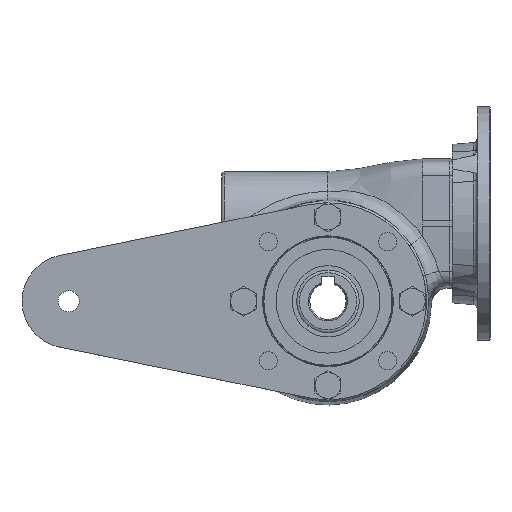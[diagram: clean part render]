
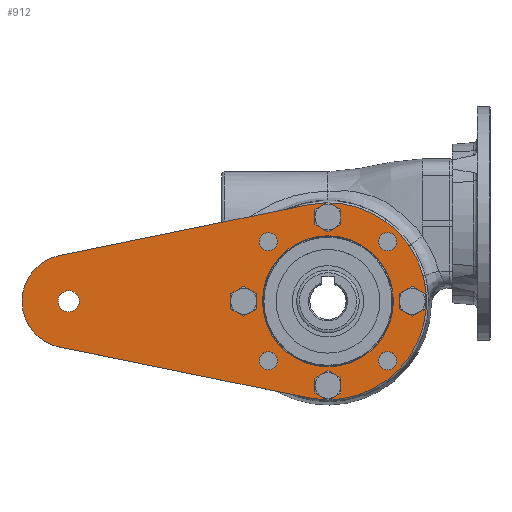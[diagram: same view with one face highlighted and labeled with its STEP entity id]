
A CAD part, top view. The second image highlights one B-rep face of the part: STEP entity #912.
In plain terms, the highlighted planar face has unit normal (0, 0, 1).
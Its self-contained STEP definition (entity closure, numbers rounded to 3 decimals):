
#912 = ADVANCED_FACE( '', ( #2092, #2093, #2094, #2095, #2096, #2097, #2098, #2099, #2100, #2101, #2102 ), #2103, .F. );
#2092 = FACE_OUTER_BOUND( '', #5910, .T. );
#2093 = FACE_BOUND( '', #5911, .T. );
#2094 = FACE_BOUND( '', #5912, .T. );
#2095 = FACE_BOUND( '', #5913, .T. );
#2096 = FACE_BOUND( '', #5914, .T. );
#2097 = FACE_BOUND( '', #5915, .T. );
#2098 = FACE_BOUND( '', #5916, .T. );
#2099 = FACE_BOUND( '', #5917, .T. );
#2100 = FACE_BOUND( '', #5918, .T. );
#2101 = FACE_BOUND( '', #5919, .T. );
#2102 = FACE_BOUND( '', #5920, .T. );
#2103 = PLANE( '', #5921 );
#5910 = EDGE_LOOP( '', ( #9533, #9534, #9535, #9536 ) );
#5911 = EDGE_LOOP( '', ( #9537 ) );
#5912 = EDGE_LOOP( '', ( #9538 ) );
#5913 = EDGE_LOOP( '', ( #9539 ) );
#5914 = EDGE_LOOP( '', ( #9540 ) );
#5915 = EDGE_LOOP( '', ( #9541 ) );
#5916 = EDGE_LOOP( '', ( #9542 ) );
#5917 = EDGE_LOOP( '', ( #9543 ) );
#5918 = EDGE_LOOP( '', ( #9544 ) );
#5919 = EDGE_LOOP( '', ( #9545 ) );
#5920 = EDGE_LOOP( '', ( #9546 ) );
#5921 = AXIS2_PLACEMENT_3D( '', #9547, #9548, #9549 );
#9533 = ORIENTED_EDGE( '', *, *, #11646, .F. );
#9534 = ORIENTED_EDGE( '', *, *, #11647, .F. );
#9535 = ORIENTED_EDGE( '', *, *, #11648, .F. );
#9536 = ORIENTED_EDGE( '', *, *, #11649, .F. );
#9537 = ORIENTED_EDGE( '', *, *, #11472, .T. );
#9538 = ORIENTED_EDGE( '', *, *, #11177, .T. );
#9539 = ORIENTED_EDGE( '', *, *, #11650, .T. );
#9540 = ORIENTED_EDGE( '', *, *, #11335, .T. );
#9541 = ORIENTED_EDGE( '', *, *, #11651, .F. );
#9542 = ORIENTED_EDGE( '', *, *, #11297, .F. );
#9543 = ORIENTED_EDGE( '', *, *, #11639, .F. );
#9544 = ORIENTED_EDGE( '', *, *, #11049, .F. );
#9545 = ORIENTED_EDGE( '', *, *, #10892, .T. );
#9546 = ORIENTED_EDGE( '', *, *, #11497, .T. );
#9547 = CARTESIAN_POINT( '', ( 0., 0., 34. ) );
#9548 = DIRECTION( '', ( 0., 0., -1. ) );
#9549 = DIRECTION( '', ( -1., 0., 0. ) );
#10892 = EDGE_CURVE( '', #12166, #12166, #12167, .T. );
#11049 = EDGE_CURVE( '', #12428, #12428, #12429, .F. );
#11177 = EDGE_CURVE( '', #12639, #12639, #12640, .T. );
#11297 = EDGE_CURVE( '', #12822, #12822, #12823, .F. );
#11335 = EDGE_CURVE( '', #12878, #12878, #12879, .T. );
#11472 = EDGE_CURVE( '', #13073, #13073, #13074, .T. );
#11497 = EDGE_CURVE( '', #13109, #13109, #13110, .T. );
#11639 = EDGE_CURVE( '', #13289, #13289, #13290, .F. );
#11646 = EDGE_CURVE( '', #13299, #13300, #13301, .T. );
#11647 = EDGE_CURVE( '', #13302, #13299, #13303, .F. );
#11648 = EDGE_CURVE( '', #13304, #13302, #13305, .T. );
#11649 = EDGE_CURVE( '', #13300, #13304, #13306, .F. );
#11650 = EDGE_CURVE( '', #13307, #13307, #13308, .T. );
#11651 = EDGE_CURVE( '', #13309, #13309, #13310, .F. );
#12166 = VERTEX_POINT( '', #14213 );
#12167 = CIRCLE( '', #14214, 4.1 );
#12428 = VERTEX_POINT( '', #14732 );
#12429 = CIRCLE( '', #14733, 3.5 );
#12639 = VERTEX_POINT( '', #15289 );
#12640 = CIRCLE( '', #15290, 4.35 );
#12822 = VERTEX_POINT( '', #15813 );
#12823 = CIRCLE( '', #15814, 3.5 );
#12878 = VERTEX_POINT( '', #15891 );
#12879 = CIRCLE( '', #15892, 4.35 );
#13073 = VERTEX_POINT( '', #16442 );
#13074 = CIRCLE( '', #16443, 4.35 );
#13109 = VERTEX_POINT( '', #16525 );
#13110 = CIRCLE( '', #16526, 25.25 );
#13289 = VERTEX_POINT( '', #17100 );
#13290 = CIRCLE( '', #17101, 3.5 );
#13299 = VERTEX_POINT( '', #17111 );
#13300 = VERTEX_POINT( '', #17112 );
#13301 = CIRCLE( '', #17113, 38. );
#13302 = VERTEX_POINT( '', #17114 );
#13303 = LINE( '', #17115, #17116 );
#13304 = VERTEX_POINT( '', #17117 );
#13305 = CIRCLE( '', #17118, 18. );
#13306 = LINE( '', #17119, #17120 );
#13307 = VERTEX_POINT( '', #17121 );
#13308 = CIRCLE( '', #17122, 4.35 );
#13309 = VERTEX_POINT( '', #17123 );
#13310 = CIRCLE( '', #17124, 3.5 );
#14213 = CARTESIAN_POINT( '', ( -100., -4.1, 34. ) );
#14214 = AXIS2_PLACEMENT_3D( '', #18171, #18172, #18173 );
#14732 = CARTESIAN_POINT( '', ( 22.981, -26.481, 34. ) );
#14733 = AXIS2_PLACEMENT_3D( '', #18383, #18384, #18385 );
#15289 = CARTESIAN_POINT( '', ( 4.35, 32.5, 34. ) );
#15290 = AXIS2_PLACEMENT_3D( '', #18552, #18553, #18554 );
#15813 = CARTESIAN_POINT( '', ( -22.981, 19.481, 34. ) );
#15814 = AXIS2_PLACEMENT_3D( '', #18688, #18689, #18690 );
#15891 = CARTESIAN_POINT( '', ( 36.85, 0., 34. ) );
#15892 = AXIS2_PLACEMENT_3D( '', #18737, #18738, #18739 );
#16442 = CARTESIAN_POINT( '', ( 4.35, -32.5, 34. ) );
#16443 = AXIS2_PLACEMENT_3D( '', #18872, #18873, #18874 );
#16525 = CARTESIAN_POINT( '', ( 0., -25.25, 34. ) );
#16526 = AXIS2_PLACEMENT_3D( '', #18902, #18903, #18904 );
#17100 = CARTESIAN_POINT( '', ( 22.981, 19.481, 34. ) );
#17101 = AXIS2_PLACEMENT_3D( '', #19051, #19052, #19053 );
#17111 = CARTESIAN_POINT( '', ( -7.6, 37.232, 34. ) );
#17112 = CARTESIAN_POINT( '', ( -7.6, -37.232, 34. ) );
#17113 = AXIS2_PLACEMENT_3D( '', #19061, #19062, #19063 );
#17114 = CARTESIAN_POINT( '', ( -103.6, 17.636, 34. ) );
#17115 = CARTESIAN_POINT( '', ( -7.6, 37.232, 34. ) );
#17116 = VECTOR( '', #19064, 1000. );
#17117 = CARTESIAN_POINT( '', ( -103.6, -17.636, 34. ) );
#17118 = AXIS2_PLACEMENT_3D( '', #19065, #19066, #19067 );
#17119 = CARTESIAN_POINT( '', ( -7.6, -37.232, 34. ) );
#17120 = VECTOR( '', #19068, 1000. );
#17121 = CARTESIAN_POINT( '', ( -28.15, 0., 34. ) );
#17122 = AXIS2_PLACEMENT_3D( '', #19069, #19070, #19071 );
#17123 = CARTESIAN_POINT( '', ( -22.981, -26.481, 34. ) );
#17124 = AXIS2_PLACEMENT_3D( '', #19072, #19073, #19074 );
#18171 = CARTESIAN_POINT( '', ( -100., 0., 34. ) );
#18172 = DIRECTION( '', ( 0., 0., -1. ) );
#18173 = DIRECTION( '', ( 0., -1., 0. ) );
#18383 = CARTESIAN_POINT( '', ( 22.981, -22.981, 34. ) );
#18384 = DIRECTION( '', ( 0., 0., -1. ) );
#18385 = DIRECTION( '', ( 0., -1., 0. ) );
#18552 = CARTESIAN_POINT( '', ( 0., 32.5, 34. ) );
#18553 = DIRECTION( '', ( 0., 0., -1. ) );
#18554 = DIRECTION( '', ( 1., 0., 0. ) );
#18688 = CARTESIAN_POINT( '', ( -22.981, 22.981, 34. ) );
#18689 = DIRECTION( '', ( 0., 0., -1. ) );
#18690 = DIRECTION( '', ( 0., -1., 0. ) );
#18737 = CARTESIAN_POINT( '', ( 32.5, 0., 34. ) );
#18738 = DIRECTION( '', ( 0., 0., -1. ) );
#18739 = DIRECTION( '', ( 1., 0., 0. ) );
#18872 = CARTESIAN_POINT( '', ( 0., -32.5, 34. ) );
#18873 = DIRECTION( '', ( 0., 0., -1. ) );
#18874 = DIRECTION( '', ( 1., 0., 0. ) );
#18902 = CARTESIAN_POINT( '', ( 0., 0., 34. ) );
#18903 = DIRECTION( '', ( 0., 0., -1. ) );
#18904 = DIRECTION( '', ( 0., -1., 0. ) );
#19051 = CARTESIAN_POINT( '', ( 22.981, 22.981, 34. ) );
#19052 = DIRECTION( '', ( 0., 0., -1. ) );
#19053 = DIRECTION( '', ( 0., -1., 0. ) );
#19061 = CARTESIAN_POINT( '', ( 0., 0., 34. ) );
#19062 = DIRECTION( '', ( 0., 0., -1. ) );
#19063 = DIRECTION( '', ( 0., -1., 0. ) );
#19064 = DIRECTION( '', ( -0.98, -0.2, 0. ) );
#19065 = CARTESIAN_POINT( '', ( -100., 0., 34. ) );
#19066 = DIRECTION( '', ( 0., 0., -1. ) );
#19067 = DIRECTION( '', ( 0., -1., 0. ) );
#19068 = DIRECTION( '', ( 0.98, -0.2, 0. ) );
#19069 = CARTESIAN_POINT( '', ( -32.5, 0., 34. ) );
#19070 = DIRECTION( '', ( 0., 0., -1. ) );
#19071 = DIRECTION( '', ( 1., 0., 0. ) );
#19072 = CARTESIAN_POINT( '', ( -22.981, -22.981, 34. ) );
#19073 = DIRECTION( '', ( 0., 0., -1. ) );
#19074 = DIRECTION( '', ( 0., -1., 0. ) );
